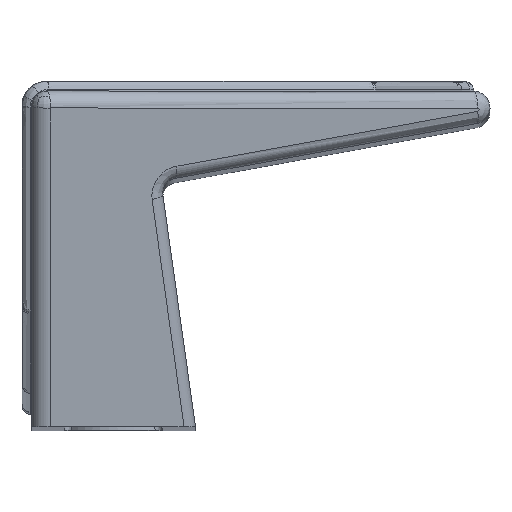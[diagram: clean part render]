
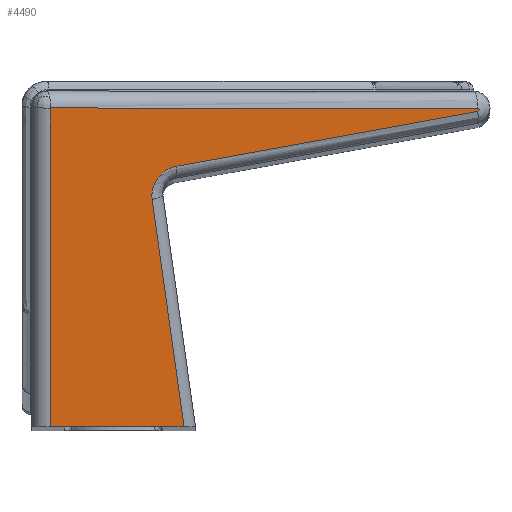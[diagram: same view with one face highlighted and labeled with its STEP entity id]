
A CAD part, top view. The second image highlights one B-rep face of the part: STEP entity #4490.
In plain terms, the highlighted face is planar.
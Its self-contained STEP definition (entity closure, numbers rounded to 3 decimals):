
#3300=CARTESIAN_POINT('',(7.335,15.482,
-3.935));
#3310=DIRECTION('',(0.256,-0.156,
-0.954));
#3320=DIRECTION('',(-0.966,0.,
-0.259));
#3330=AXIS2_PLACEMENT_3D('',#3300,#3310,#3320);
#3340=PLANE('',#3330);
#3350=CARTESIAN_POINT('',(-1.13,0.141,
-3.687));
#3360=DIRECTION('',(0.,0.987,-0.162));
#3370=VECTOR('',#3360,1.);
#3380=LINE('',#3350,#3370);
#3390=CARTESIAN_POINT('',(-1.13,-19.459,
-0.473));
#3400=VERTEX_POINT('',#3390);
#3410=CARTESIAN_POINT('',(-1.13,0.,
-3.664));
#3420=VERTEX_POINT('',#3410);
#3430=EDGE_CURVE('',#3400,#3420,#3380,.T.);
#3440=ORIENTED_EDGE('',*,*,#3430,.T.);
#3450=CARTESIAN_POINT('',(-27.23,-19.459,
-7.467));
#3460=CARTESIAN_POINT('',(-27.186,-19.459,
-7.455));
#3470=CARTESIAN_POINT('',(-27.142,-19.459,
-7.443));
#3480=CARTESIAN_POINT('',(-18.442,-19.459,
-5.112));
#3490=CARTESIAN_POINT('',(-9.786,-19.459,
-2.793));
#3500=CARTESIAN_POINT('',(-1.13,-19.459,
-0.473));
#3510=B_SPLINE_CURVE_WITH_KNOTS('',3,(#3450,#3460,#3470,#3480,#3490,
#3500),.UNSPECIFIED.,.F.,.F.,(4,2,4),(0.,0.137,
27.021),.UNSPECIFIED.);
#3520=CARTESIAN_POINT('',(-27.23,-19.459,
-7.467));
#3530=VERTEX_POINT('',#3520);
#3540=EDGE_CURVE('',#3530,#3400,#3510,.T.);
#3550=ORIENTED_EDGE('',*,*,#3540,.T.);
#3560=CARTESIAN_POINT('',(-27.23,-19.459,
-7.467));
#3570=CARTESIAN_POINT('',(-27.234,-19.459,
-7.468));
#3580=CARTESIAN_POINT('',(-27.239,-19.459,
-7.469));
#3590=CARTESIAN_POINT('',(-27.247,-19.458,
-7.472));
#3600=CARTESIAN_POINT('',(-27.252,-19.457,
-7.473));
#3610=CARTESIAN_POINT('',(-27.26,-19.455,
-7.476));
#3620=CARTESIAN_POINT('',(-27.264,-19.453,
-7.477));
#3630=CARTESIAN_POINT('',(-27.272,-19.45,
-7.48));
#3640=CARTESIAN_POINT('',(-27.276,-19.448,
-7.481));
#3650=CARTESIAN_POINT('',(-27.283,-19.444,
-7.484));
#3660=CARTESIAN_POINT('',(-27.287,-19.442,
-7.485));
#3670=CARTESIAN_POINT('',(-27.294,-19.437,
-7.488));
#3680=CARTESIAN_POINT('',(-27.297,-19.434,
-7.489));
#3690=CARTESIAN_POINT('',(-27.303,-19.428,
-7.492));
#3700=CARTESIAN_POINT('',(-27.306,-19.425,
-7.493));
#3710=CARTESIAN_POINT('',(-27.314,-19.414,
-7.497));
#3720=CARTESIAN_POINT('',(-27.319,-19.406,
-7.499));
#3730=CARTESIAN_POINT('',(-27.324,-19.393,
-7.503));
#3740=CARTESIAN_POINT('',(-27.326,-19.389,
-7.504));
#3750=CARTESIAN_POINT('',(-27.328,-19.38,
-7.506));
#3760=CARTESIAN_POINT('',(-27.329,-19.376,
-7.507));
#3770=CARTESIAN_POINT('',(-27.329,-19.371,
-7.508));
#3780=CARTESIAN_POINT('',(-27.33,-19.367,
-7.509));
#3790=CARTESIAN_POINT('',(-27.33,-19.363,
-7.51));
#3800=CARTESIAN_POINT('',(-27.33,-19.354,
-7.511));
#3810=CARTESIAN_POINT('',(-27.33,-19.35,
-7.512));
#3820=CARTESIAN_POINT('',(-27.329,-19.342,
-7.513));
#3830=CARTESIAN_POINT('',(-27.328,-19.338,
-7.513));
#3840=CARTESIAN_POINT('',(-27.326,-19.33,
-7.514));
#3850=CARTESIAN_POINT('',(-27.325,-19.326,
-7.514));
#3860=CARTESIAN_POINT('',(-27.321,-19.318,
-7.515));
#3870=CARTESIAN_POINT('',(-27.32,-19.315,
-7.515));
#3880=CARTESIAN_POINT('',(-27.316,-19.308,
-7.515));
#3890=CARTESIAN_POINT('',(-27.314,-19.304,
-7.515));
#3900=CARTESIAN_POINT('',(-27.309,-19.298,
-7.515));
#3910=CARTESIAN_POINT('',(-27.306,-19.295,
-7.514));
#3920=CARTESIAN_POINT('',(-27.301,-19.289,
-7.514));
#3930=CARTESIAN_POINT('',(-27.298,-19.286,
-7.514));
#3940=CARTESIAN_POINT('',(-27.292,-19.281,
-7.513));
#3950=CARTESIAN_POINT('',(-27.289,-19.278,
-7.512));
#3960=CARTESIAN_POINT('',(-27.283,-19.274,
-7.511));
#3970=CARTESIAN_POINT('',(-27.28,-19.272,
-7.511));
#3980=CARTESIAN_POINT('',(-27.274,-19.269,
-7.51));
#3990=CARTESIAN_POINT('',(-27.271,-19.268,
-7.509));
#4000=CARTESIAN_POINT('',(-27.264,-19.265,
-7.508));
#4010=CARTESIAN_POINT('',(-27.261,-19.264,
-7.507));
#4020=CARTESIAN_POINT('',(-27.255,-19.262,
-7.506));
#4030=CARTESIAN_POINT('',(-27.251,-19.261,
-7.505));
#4040=CARTESIAN_POINT('',(-27.248,-19.261,
-7.504));
#4050=B_SPLINE_CURVE_WITH_KNOTS('',3,(#3560,#3570,#3580,#3590,#3600,
#3610,#3620,#3630,#3640,#3650,#3660,#3670,#3680,#3690,#3700,#3710,#3720,
#3730,#3740,#3750,#3760,#3770,#3780,#3790,#3800,#3810,#3820,#3830,#3840,
#3850,#3860,#3870,#3880,#3890,#3900,#3910,#3920,#3930,#3940,#3950,#3960,
#3970,#3980,#3990,#4000,#4010,#4020,#4030,#4040),.UNSPECIFIED.,.F.,.F.,(
4,2,2,2,2,2,2,2,2,2,3,2,2,2,2,2,2,2,2,2,2,2,2,4),(0.,0.072,
0.145,0.217,0.289,0.359,
0.43,0.5,0.653,0.73,
0.807,0.874,0.941,1.008,
1.076,1.141,1.207,1.273,
1.338,1.402,1.458,1.514,
1.57,1.626),.UNSPECIFIED.);
#4060=CARTESIAN_POINT('',(-27.248,-19.261,
-7.504));
#4070=VERTEX_POINT('',#4060);
#4080=EDGE_CURVE('',#3530,#4070,#4050,.T.);
#4090=ORIENTED_EDGE('',*,*,#4080,.F.);
#4100=CARTESIAN_POINT('',(-8.811,-15.9,
-3.115));
#4110=CARTESIAN_POINT('',(-14.92,-17.013,
-4.57));
#4120=CARTESIAN_POINT('',(-21.03,-18.127,
-6.024));
#4130=CARTESIAN_POINT('',(-27.175,-19.248,
-7.487));
#4140=CARTESIAN_POINT('',(-27.212,-19.254,
-7.496));
#4150=CARTESIAN_POINT('',(-27.248,-19.261,
-7.504));
#4160=B_SPLINE_CURVE_WITH_KNOTS('',3,(#4100,#4110,#4120,#4130,#4140,
#4150),.UNSPECIFIED.,.F.,.F.,(4,2,4),(8.958,28.092,
28.206),.UNSPECIFIED.);
#4170=CARTESIAN_POINT('',(-8.811,-15.9,
-3.115));
#4180=VERTEX_POINT('',#4170);
#4190=EDGE_CURVE('',#4180,#4070,#4160,.T.);
#4200=ORIENTED_EDGE('',*,*,#4190,.T.);
#4210=CARTESIAN_POINT('',(-8.811,-15.9,
-3.115));
#4220=CARTESIAN_POINT('',(-8.368,-15.819,
-3.01));
#4230=CARTESIAN_POINT('',(-7.962,-15.578,
-2.941));
#4240=CARTESIAN_POINT('',(-7.626,-15.22,
-2.909));
#4250=CARTESIAN_POINT('',(-7.39,-14.789,
-2.917));
#4260=CARTESIAN_POINT('',(-7.288,-14.327,
-2.965));
#4270=CARTESIAN_POINT('',(-7.351,-13.878,
-3.055));
#4280=B_SPLINE_CURVE_WITH_KNOTS('',6,(#4210,#4220,#4230,#4240,#4250,
#4260,#4270),.UNSPECIFIED.,.F.,.F.,(7,7),(0.,1.),.UNSPECIFIED.);
#4290=CARTESIAN_POINT('',(-7.351,-13.878,
-3.055));
#4300=VERTEX_POINT('',#4290);
#4310=EDGE_CURVE('',#4180,#4300,#4280,.T.);
#4320=ORIENTED_EDGE('',*,*,#4310,.F.);
#4330=CARTESIAN_POINT('',(-9.321,0.141,
-5.882));
#4340=DIRECTION('',(0.136,-0.971,
0.196));
#4350=VECTOR('',#4340,1.);
#4360=LINE('',#4330,#4350);
#4370=CARTESIAN_POINT('',(-9.301,0.,
-5.854));
#4380=VERTEX_POINT('',#4370);
#4390=EDGE_CURVE('',#4380,#4300,#4360,.T.);
#4400=ORIENTED_EDGE('',*,*,#4390,.T.);
#4410=CARTESIAN_POINT('',(0.,0.,-3.361));
#4420=DIRECTION('',(-0.966,0.,-0.259));
#4430=VECTOR('',#4420,1.);
#4440=LINE('',#4410,#4430);
#4450=EDGE_CURVE('',#3420,#4380,#4440,.T.);
#4460=ORIENTED_EDGE('',*,*,#4450,.T.);
#4470=EDGE_LOOP('',(#4460,#4400,#4320,#4200,#4090,#3550,#3440));
#4480=FACE_OUTER_BOUND('',#4470,.T.);
#4490=ADVANCED_FACE('',(#4480),#3340,.F.);
